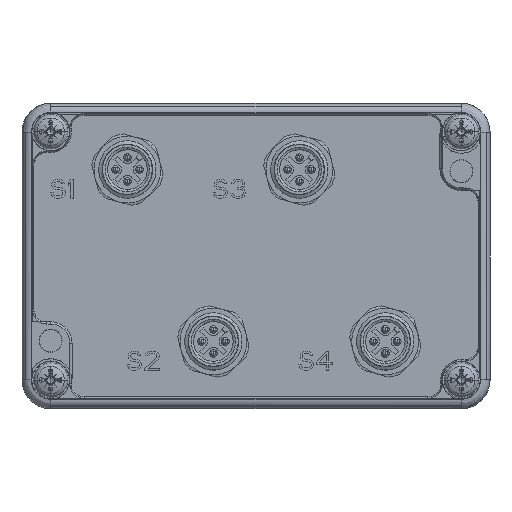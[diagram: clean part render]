
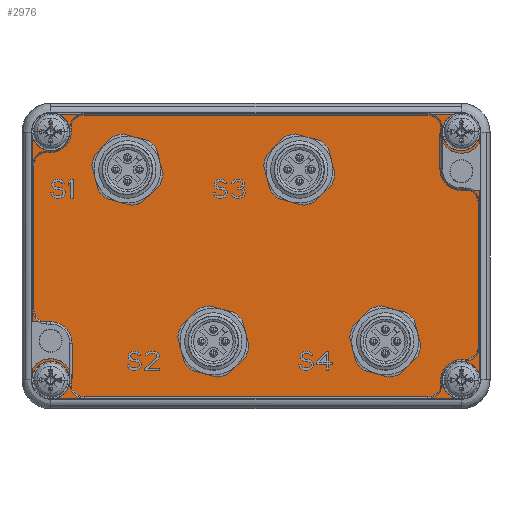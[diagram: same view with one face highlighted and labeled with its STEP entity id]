
A CAD part, top view. The second image highlights one B-rep face of the part: STEP entity #2976.
In plain terms, the highlighted planar face has unit normal (0, 0, -1).
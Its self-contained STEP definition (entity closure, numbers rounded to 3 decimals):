
#2976=ADVANCED_FACE('NONE',(#6103,#6104,#6105,#6106,#6107,#6108,#6109),#6110,.F.);
#6103=FACE_OUTER_BOUND('',#9959,.T.);
#6104=FACE_BOUND('',#9960,.T.);
#6105=FACE_BOUND('',#9961,.T.);
#6106=FACE_BOUND('',#9962,.T.);
#6107=FACE_BOUND('',#9963,.T.);
#6108=FACE_BOUND('',#9964,.T.);
#6109=FACE_BOUND('',#9965,.T.);
#6110=PLANE('',#9966);
#9959=EDGE_LOOP('',(#19116,#19117,#19118,#19119,#19120,#19121,#19122,#19123));
#9960=EDGE_LOOP('',(#19124,#19125));
#9961=EDGE_LOOP('',(#19126,#19127));
#9962=EDGE_LOOP('',(#19128,#19129));
#9963=EDGE_LOOP('',(#19130,#19131));
#9964=EDGE_LOOP('',(#19132,#19133));
#9965=EDGE_LOOP('',(#19134,#19135));
#9966=AXIS2_PLACEMENT_3D('',#19136,#19137,#19138);
#19116=ORIENTED_EDGE('',*,*,#20651,.T.);
#19117=ORIENTED_EDGE('',*,*,#20560,.F.);
#19118=ORIENTED_EDGE('',*,*,#20657,.T.);
#19119=ORIENTED_EDGE('',*,*,#20595,.F.);
#19120=ORIENTED_EDGE('',*,*,#20620,.T.);
#19121=ORIENTED_EDGE('',*,*,#20600,.F.);
#19122=ORIENTED_EDGE('',*,*,#20613,.T.);
#19123=ORIENTED_EDGE('',*,*,#20605,.F.);
#19124=ORIENTED_EDGE('',*,*,#23593,.T.);
#19125=ORIENTED_EDGE('',*,*,#23594,.T.);
#19126=ORIENTED_EDGE('',*,*,#23595,.T.);
#19127=ORIENTED_EDGE('',*,*,#23596,.T.);
#19128=ORIENTED_EDGE('',*,*,#23597,.T.);
#19129=ORIENTED_EDGE('',*,*,#23598,.T.);
#19130=ORIENTED_EDGE('',*,*,#23599,.T.);
#19131=ORIENTED_EDGE('',*,*,#23600,.T.);
#19132=ORIENTED_EDGE('',*,*,#23601,.T.);
#19133=ORIENTED_EDGE('',*,*,#23602,.T.);
#19134=ORIENTED_EDGE('',*,*,#23603,.T.);
#19135=ORIENTED_EDGE('',*,*,#23604,.T.);
#19136=CARTESIAN_POINT('',(0.0,0.0,-14.483));
#19137=DIRECTION('',(0.0,0.0,1.0));
#19138=DIRECTION('',(1.0,-0.0,0.0));
#20560=EDGE_CURVE('NONE',#24750,#24746,#24752,.T.);
#20595=EDGE_CURVE('NONE',#24807,#24803,#24809,.T.);
#20600=EDGE_CURVE('NONE',#24816,#24812,#24818,.T.);
#20605=EDGE_CURVE('NONE',#24825,#24821,#24827,.T.);
#20613=EDGE_CURVE('NONE',#24816,#24821,#24836,.T.);
#20620=EDGE_CURVE('NONE',#24807,#24812,#24844,.T.);
#20651=EDGE_CURVE('NONE',#24825,#24746,#24877,.T.);
#20657=EDGE_CURVE('NONE',#24750,#24803,#24883,.T.);
#23593=EDGE_CURVE('NONE',#29087,#29088,#29089,.T.);
#23594=EDGE_CURVE('NONE',#29088,#29087,#29090,.T.);
#23595=EDGE_CURVE('NONE',#29091,#29092,#29093,.T.);
#23596=EDGE_CURVE('NONE',#29092,#29091,#29094,.T.);
#23597=EDGE_CURVE('NONE',#29095,#29096,#29097,.T.);
#23598=EDGE_CURVE('NONE',#29096,#29095,#29098,.T.);
#23599=EDGE_CURVE('NONE',#29099,#29100,#29101,.T.);
#23600=EDGE_CURVE('NONE',#29100,#29099,#29102,.T.);
#23601=EDGE_CURVE('NONE',#29103,#29104,#29105,.T.);
#23602=EDGE_CURVE('NONE',#29104,#29103,#29106,.T.);
#23603=EDGE_CURVE('NONE',#29107,#29108,#29109,.T.);
#23604=EDGE_CURVE('NONE',#29108,#29107,#29110,.T.);
#24746=VERTEX_POINT('NONE',#31131);
#24750=VERTEX_POINT('NONE',#31142);
#24752=LINE('',#31150,#31151);
#24803=VERTEX_POINT('NONE',#31315);
#24807=VERTEX_POINT('NONE',#31326);
#24809=LINE('',#31334,#31335);
#24812=VERTEX_POINT('NONE',#31338);
#24816=VERTEX_POINT('NONE',#31349);
#24818=LINE('',#31357,#31358);
#24821=VERTEX_POINT('NONE',#31361);
#24825=VERTEX_POINT('NONE',#31372);
#24827=LINE('',#31380,#31381);
#24836=B_SPLINE_CURVE_WITH_KNOTS('',3,(#31414,#31415,#31416,#31417,#31418,#31419,#31420),.UNSPECIFIED.,.F.,.F.,(4,1,1,1,4),(0.0,0.286,0.571,0.857,1.0),.UNSPECIFIED.);
#24844=B_SPLINE_CURVE_WITH_KNOTS('',3,(#31445,#31446,#31447,#31448,#31449,#31450,#31451),.UNSPECIFIED.,.F.,.F.,(4,1,1,1,4),(0.0,0.143,0.429,0.714,1.0),.UNSPECIFIED.);
#24877=B_SPLINE_CURVE_WITH_KNOTS('',3,(#31523,#31524,#31525,#31526,#31527,#31528,#31529),.UNSPECIFIED.,.F.,.F.,(4,1,1,1,4),(0.0,0.286,0.571,0.857,1.0),.UNSPECIFIED.);
#24883=B_SPLINE_CURVE_WITH_KNOTS('',3,(#31548,#31549,#31550,#31551,#31552,#31553,#31554),.UNSPECIFIED.,.F.,.F.,(4,1,1,1,4),(0.0,0.286,0.571,0.857,1.0),.UNSPECIFIED.);
#29087=VERTEX_POINT('NONE',#39317);
#29088=VERTEX_POINT('NONE',#39318);
#29089=CIRCLE('',#39319,3.5);
#29090=CIRCLE('',#39320,3.5);
#29091=VERTEX_POINT('NONE',#39321);
#29092=VERTEX_POINT('NONE',#39322);
#29093=CIRCLE('',#39323,3.5);
#29094=CIRCLE('',#39324,3.5);
#29095=VERTEX_POINT('NONE',#39325);
#29096=VERTEX_POINT('NONE',#39326);
#29097=CIRCLE('',#39327,3.5);
#29098=CIRCLE('',#39328,3.5);
#29099=VERTEX_POINT('NONE',#39329);
#29100=VERTEX_POINT('NONE',#39330);
#29101=CIRCLE('',#39331,3.5);
#29102=CIRCLE('',#39332,3.5);
#29103=VERTEX_POINT('NONE',#39333);
#29104=VERTEX_POINT('NONE',#39334);
#29105=CIRCLE('',#39335,2.25);
#29106=CIRCLE('',#39336,2.25);
#29107=VERTEX_POINT('NONE',#39337);
#29108=VERTEX_POINT('NONE',#39338);
#29109=CIRCLE('',#39339,2.25);
#29110=CIRCLE('',#39340,2.25);
#31131=CARTESIAN_POINT('',(-46.782,-25.782,-14.483));
#31142=CARTESIAN_POINT('',(-46.782,25.782,-14.483));
#31150=CARTESIAN_POINT('',(-46.782,25.782,-14.483));
#31151=VECTOR('',#40735,1000.0);
#31315=CARTESIAN_POINT('',(-42.782,29.782,-14.483));
#31326=CARTESIAN_POINT('',(42.782,29.782,-14.483));
#31334=CARTESIAN_POINT('',(42.782,29.782,-14.483));
#31335=VECTOR('',#40749,1000.0);
#31338=CARTESIAN_POINT('',(46.782,25.782,-14.483));
#31349=CARTESIAN_POINT('',(46.782,-25.782,-14.483));
#31357=CARTESIAN_POINT('',(46.782,-25.782,-14.483));
#31358=VECTOR('',#40751,1000.0);
#31361=CARTESIAN_POINT('',(42.782,-29.782,-14.483));
#31372=CARTESIAN_POINT('',(-42.782,-29.782,-14.483));
#31380=CARTESIAN_POINT('',(-42.782,-29.782,-14.483));
#31381=VECTOR('',#40753,1000.0);
#31414=CARTESIAN_POINT('',(46.782,-25.782,-14.483));
#31415=CARTESIAN_POINT('',(46.782,-26.38,-14.483));
#31416=CARTESIAN_POINT('',(46.508,-27.577,-14.483));
#31417=CARTESIAN_POINT('',(45.361,-29.016,-14.483));
#31418=CARTESIAN_POINT('',(43.979,-29.682,-14.483));
#31419=CARTESIAN_POINT('',(43.081,-29.782,-14.483));
#31420=CARTESIAN_POINT('',(42.782,-29.782,-14.483));
#31445=CARTESIAN_POINT('',(42.782,29.782,-14.483));
#31446=CARTESIAN_POINT('',(43.081,29.782,-14.483));
#31447=CARTESIAN_POINT('',(43.979,29.682,-14.483));
#31448=CARTESIAN_POINT('',(45.361,29.016,-14.483));
#31449=CARTESIAN_POINT('',(46.508,27.577,-14.483));
#31450=CARTESIAN_POINT('',(46.782,26.38,-14.483));
#31451=CARTESIAN_POINT('',(46.782,25.782,-14.483));
#31523=CARTESIAN_POINT('',(-42.782,-29.782,-14.483));
#31524=CARTESIAN_POINT('',(-43.38,-29.782,-14.483));
#31525=CARTESIAN_POINT('',(-44.577,-29.509,-14.483));
#31526=CARTESIAN_POINT('',(-46.016,-28.361,-14.483));
#31527=CARTESIAN_POINT('',(-46.682,-26.979,-14.483));
#31528=CARTESIAN_POINT('',(-46.782,-26.081,-14.483));
#31529=CARTESIAN_POINT('',(-46.782,-25.782,-14.483));
#31548=CARTESIAN_POINT('',(-46.782,25.782,-14.483));
#31549=CARTESIAN_POINT('',(-46.782,26.38,-14.483));
#31550=CARTESIAN_POINT('',(-46.509,27.577,-14.483));
#31551=CARTESIAN_POINT('',(-45.361,29.016,-14.483));
#31552=CARTESIAN_POINT('',(-43.979,29.682,-14.483));
#31553=CARTESIAN_POINT('',(-43.081,29.782,-14.483));
#31554=CARTESIAN_POINT('',(-42.782,29.782,-14.483));
#39317=CARTESIAN_POINT('',(-39.5,-26.0,-14.483));
#39318=CARTESIAN_POINT('',(-46.5,-26.0,-14.483));
#39319=AXIS2_PLACEMENT_3D('',#43534,#43535,#43536);
#39320=AXIS2_PLACEMENT_3D('',#43537,#43538,#43539);
#39321=CARTESIAN_POINT('',(46.5,-26.0,-14.483));
#39322=CARTESIAN_POINT('',(39.5,-26.0,-14.483));
#39323=AXIS2_PLACEMENT_3D('',#43540,#43541,#43542);
#39324=AXIS2_PLACEMENT_3D('',#43543,#43544,#43545);
#39325=CARTESIAN_POINT('',(-39.5,26.0,-14.483));
#39326=CARTESIAN_POINT('',(-46.5,26.0,-14.483));
#39327=AXIS2_PLACEMENT_3D('',#43546,#43547,#43548);
#39328=AXIS2_PLACEMENT_3D('',#43549,#43550,#43551);
#39329=CARTESIAN_POINT('',(46.5,26.0,-14.483));
#39330=CARTESIAN_POINT('',(39.5,26.0,-14.483));
#39331=AXIS2_PLACEMENT_3D('',#43552,#43553,#43554);
#39332=AXIS2_PLACEMENT_3D('',#43555,#43556,#43557);
#39333=CARTESIAN_POINT('',(-40.75,-17.75,-14.483));
#39334=CARTESIAN_POINT('',(-45.25,-17.75,-14.483));
#39335=AXIS2_PLACEMENT_3D('',#43558,#43559,#43560);
#39336=AXIS2_PLACEMENT_3D('',#43561,#43562,#43563);
#39337=CARTESIAN_POINT('',(45.25,17.75,-14.483));
#39338=CARTESIAN_POINT('',(40.75,17.75,-14.483));
#39339=AXIS2_PLACEMENT_3D('',#43564,#43565,#43566);
#39340=AXIS2_PLACEMENT_3D('',#43567,#43568,#43569);
#40735=DIRECTION('',(0.0,-1.0,0.0));
#40749=DIRECTION('',(-1.0,0.0,0.0));
#40751=DIRECTION('',(0.0,1.0,0.0));
#40753=DIRECTION('',(1.0,0.0,0.0));
#43534=CARTESIAN_POINT('',(-43.0,-26.0,-14.483));
#43535=DIRECTION('',(0.0,0.0,1.0));
#43536=DIRECTION('',(1.0,0.0,0.0));
#43537=CARTESIAN_POINT('',(-43.0,-26.0,-14.483));
#43538=DIRECTION('',(0.0,0.0,1.0));
#43539=DIRECTION('',(-1.0,0.0,0.0));
#43540=CARTESIAN_POINT('',(43.0,-26.0,-14.483));
#43541=DIRECTION('',(0.0,0.0,1.0));
#43542=DIRECTION('',(1.0,0.0,0.0));
#43543=CARTESIAN_POINT('',(43.0,-26.0,-14.483));
#43544=DIRECTION('',(0.0,0.0,1.0));
#43545=DIRECTION('',(-1.0,0.0,0.0));
#43546=CARTESIAN_POINT('',(-43.0,26.0,-14.483));
#43547=DIRECTION('',(0.0,0.0,1.0));
#43548=DIRECTION('',(1.0,0.0,0.0));
#43549=CARTESIAN_POINT('',(-43.0,26.0,-14.483));
#43550=DIRECTION('',(0.0,0.0,1.0));
#43551=DIRECTION('',(-1.0,0.0,0.0));
#43552=CARTESIAN_POINT('',(43.0,26.0,-14.483));
#43553=DIRECTION('',(0.0,0.0,1.0));
#43554=DIRECTION('',(1.0,0.0,0.0));
#43555=CARTESIAN_POINT('',(43.0,26.0,-14.483));
#43556=DIRECTION('',(0.0,0.0,1.0));
#43557=DIRECTION('',(-1.0,0.0,0.0));
#43558=CARTESIAN_POINT('',(-43.0,-17.75,-14.483));
#43559=DIRECTION('',(0.0,0.0,1.0));
#43560=DIRECTION('',(1.0,0.0,0.0));
#43561=CARTESIAN_POINT('',(-43.0,-17.75,-14.483));
#43562=DIRECTION('',(0.0,0.0,1.0));
#43563=DIRECTION('',(-1.0,0.0,0.0));
#43564=CARTESIAN_POINT('',(43.0,17.75,-14.483));
#43565=DIRECTION('',(0.0,0.0,1.0));
#43566=DIRECTION('',(1.0,0.0,0.0));
#43567=CARTESIAN_POINT('',(43.0,17.75,-14.483));
#43568=DIRECTION('',(0.0,0.0,1.0));
#43569=DIRECTION('',(-1.0,0.0,0.0));
